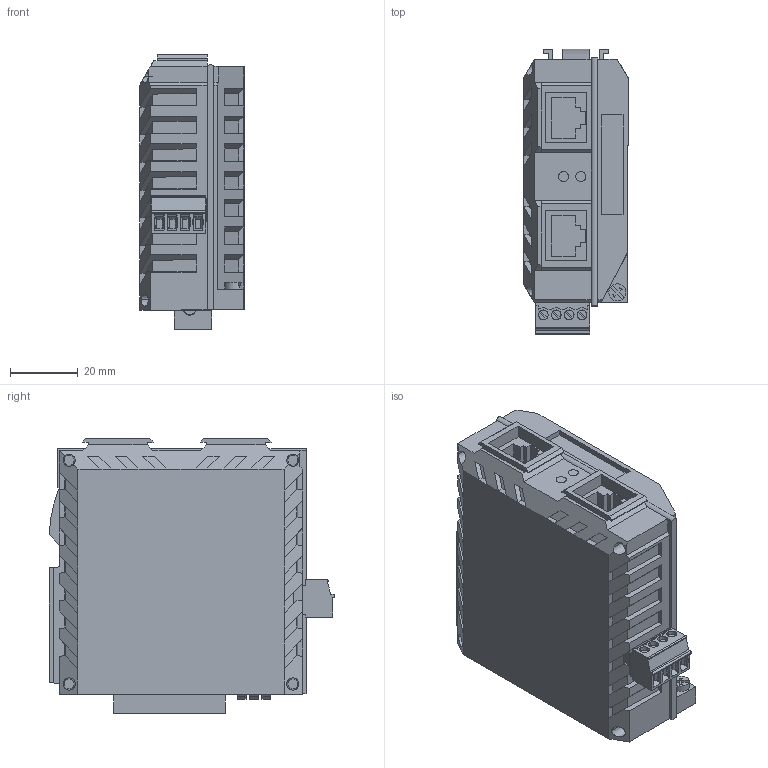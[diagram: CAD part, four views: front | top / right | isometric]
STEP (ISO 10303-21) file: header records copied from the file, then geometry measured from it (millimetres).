
FILE_DESCRIPTION(('Creo Elements/Direct Modeling STEP Export'),'2;1');
FILE_NAME('model.stp','2019-07-06T 3:44:13',(''),(''),'Creo Elements/Direct Modeling STEP processor for AP214 (Solid Model)','Creo Elements/Direct Modeling 20.1A 29-Sep-2018 (C) Parametric Technology GmbH','');
FILE_SCHEMA(('AUTOMOTIVE_DESIGN { 1 0 10303 214 1 1 1 1 }'));
Length unit declared in the file: millimetre
Products named in the file (3): FL_IF_GEH_2PSE_F-SELECT; MC_1.5_4_ST_3.81-SELECT; FL_IF_2PSE_F-SELECT
Assembly tree (2 placements, depth 2):
  FL_IF_2PSE_F-SELECT
    MC_1.5_4_ST_3.81-SELECT
    FL_IF_GEH_2PSE_F-SELECT
Bounding box: 30.9 x 84.5 x 81.3 mm (x, y, z)
Volume: 150834.2 mm3; surface area: 27473.7 mm2
Topology: 2 solids, 2 shells, 883 faces, 2341 edges, 1535 vertices
Faces by surface type: plane 781, cylinder 74, cone 20, torus 8
Entity records: 34054 total; most frequent: CARTESIAN_POINT 5660, ORIENTED_EDGE 4682, DIRECTION 3899, EDGE_CURVE 2341, VECTOR 1983, LINE 1983, VERTEX_POINT 1535, EDGE_LOOP 962
